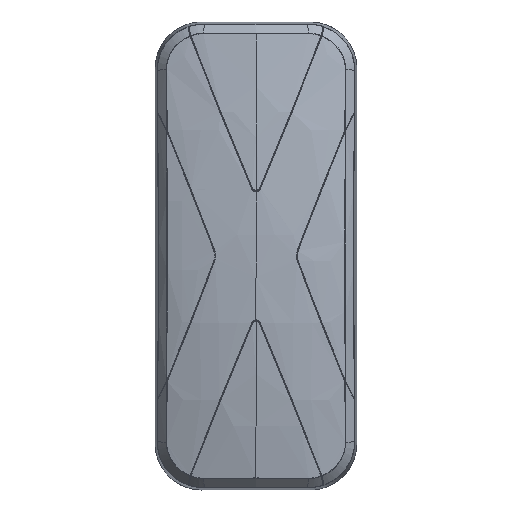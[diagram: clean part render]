
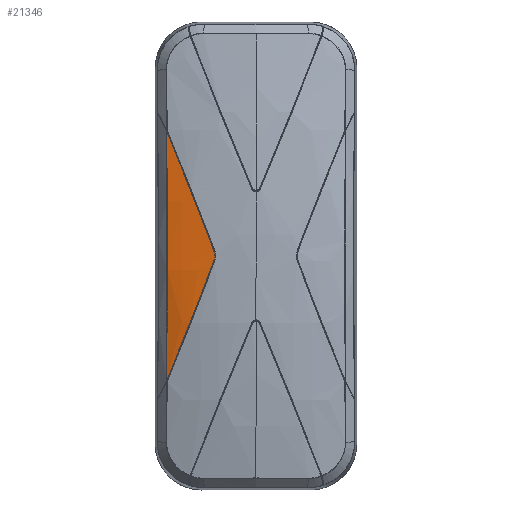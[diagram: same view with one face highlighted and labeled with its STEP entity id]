
A CAD part, top view. The second image highlights one B-rep face of the part: STEP entity #21346.
In plain terms, the highlighted toroidal (fillet/blend) face has major radius 465.589 mm and minor radius 622.923 mm.
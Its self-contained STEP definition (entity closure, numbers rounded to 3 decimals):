
#1588 = CARTESIAN_POINT ( 'NONE',  ( -41.053, 31.656, 18.323 ) ) ;
#1736 = CARTESIAN_POINT ( 'NONE',  ( -41.214, -55.589, 16.532 ) ) ;
#3085 = VERTEX_POINT ( 'NONE', #33191 ) ;
#3841 = AXIS2_PLACEMENT_3D ( 'NONE', #15113, #37384, #11765 ) ;
#3955 = CARTESIAN_POINT ( 'NONE',  ( -22.961, -11.559, 22.919 ) ) ;
#3997 = B_SPLINE_CURVE_WITH_KNOTS ( 'NONE', 3,
 ( #27351, #34000, #14569, #8077, #30605, #7945 ),
 .UNSPECIFIED., .F., .F.,
 ( 4, 2, 4 ),
 ( 0.002, 0.003, 0.005 ),
 .UNSPECIFIED. ) ;
#4064 = ORIENTED_EDGE ( 'NONE', *, *, #13473, .T. ) ;
#4203 = VERTEX_POINT ( 'NONE', #33411 ) ;
#4566 = CARTESIAN_POINT ( 'NONE',  ( -40.976, 2.879, 19.17 ) ) ;
#4847 = CARTESIAN_POINT ( 'NONE',  ( -40.976, -2.879, 19.17 ) ) ;
#5756 = ORIENTED_EDGE ( 'NONE', *, *, #11921, .F. ) ;
#6023 = CARTESIAN_POINT ( 'NONE',  ( -19.014, -0.381, 23.447 ) ) ;
#6176 = CARTESIAN_POINT ( 'NONE',  ( -19.005, -0.19, 23.448 ) ) ;
#7102 = EDGE_CURVE ( 'NONE', #10177, #3085, #3997, .T. ) ;
#7657 = CARTESIAN_POINT ( 'NONE',  ( -41.053, -31.656, 18.323 ) ) ;
#7813 = CARTESIAN_POINT ( 'NONE',  ( -41.007, 20.15, 18.831 ) ) ;
#7941 = CARTESIAN_POINT ( 'NONE',  ( -41.016, -23.028, 18.725 ) ) ;
#7945 = CARTESIAN_POINT ( 'NONE',  ( -19.414, 2.221, 23.394 ) ) ;
#8074 = CARTESIAN_POINT ( 'NONE',  ( -41.214, 55.589, 16.532 ) ) ;
#8077 = CARTESIAN_POINT ( 'NONE',  ( -19.176, 1.496, 23.425 ) ) ;
#10177 = VERTEX_POINT ( 'NONE', #12454 ) ;
#10445 = CARTESIAN_POINT ( 'NONE',  ( -33.822, -39.267, 19.77 ) ) ;
#10460 = CARTESIAN_POINT ( 'NONE',  ( -22.961, 11.559, 22.919 ) ) ;
#10566 = ORIENTED_EDGE ( 'NONE', *, *, #40724, .F. ) ;
#10902 = CARTESIAN_POINT ( 'NONE',  ( -26.552, 20.837, 22.105 ) ) ;
#10928 = CARTESIAN_POINT ( 'NONE',  ( -40.991, -14.394, 19.001 ) ) ;
#11055 = CARTESIAN_POINT ( 'NONE',  ( -41.016, 23.028, 18.725 ) ) ;
#11502 = B_SPLINE_CURVE_WITH_KNOTS ( 'NONE', 3,
 ( #30475, #1736, #14154, #40300, #24262, #17358, #27208, #7657, #40166, #7941, #30180, #10928, #20588, #23848, #4847, #4566, #30324, #27073, #30599, #7813, #11055, #33582, #1588, #36812, #17493, #40045, #27346, #20733, #8074, #23994 ),
 .UNSPECIFIED., .F., .F.,
 ( 4, 2, 2, 2, 2, 2, 2, 2, 2, 2, 2, 2, 2, 2, 4 ),
 ( 0., 0.05, 0.125, 0.2, 0.275, 0.35, 0.425, 0.5, 0.575, 0.65, 0.725, 0.8, 0.875, 0.95, 1. ),
 .UNSPECIFIED. ) ;
#11765 = DIRECTION ( 'NONE',  ( 0., 0., 1. ) ) ;
#11921 = EDGE_CURVE ( 'NONE', #32024, #28316, #26090, .T. ) ;
#12454 = CARTESIAN_POINT ( 'NONE',  ( -19.005, 0., 23.448 ) ) ;
#13191 = B_SPLINE_CURVE_WITH_KNOTS ( 'NONE', 3,
 ( #14810, #40544, #38030, #19116, #25484, #6023, #6176, #21950 ),
 .UNSPECIFIED., .F., .F.,
 ( 4, 2, 2, 4 ),
 ( 0., 0.001, 0.002, 0.002 ),
 .UNSPECIFIED. ) ;
#13473 = EDGE_CURVE ( 'NONE', #32024, #10177, #13191, .T. ) ;
#13704 = CARTESIAN_POINT ( 'NONE',  ( -37.503, 48.42, 18.248 ) ) ;
#14154 = CARTESIAN_POINT ( 'NONE',  ( -41.198, -53.673, 16.712 ) ) ;
#14569 = CARTESIAN_POINT ( 'NONE',  ( -19.039, 0.755, 23.443 ) ) ;
#14810 = CARTESIAN_POINT ( 'NONE',  ( -19.414, -2.221, 23.394 ) ) ;
#15113 = CARTESIAN_POINT ( 'NONE',  ( 0., 0., -132.734 ) ) ;
#15221 = ORIENTED_EDGE ( 'NONE', *, *, #7102, .T. ) ;
#16353 = CARTESIAN_POINT ( 'NONE',  ( -19.414, -2.221, 23.394 ) ) ;
#17358 = CARTESIAN_POINT ( 'NONE',  ( -41.1, -40.277, 17.793 ) ) ;
#17493 = CARTESIAN_POINT ( 'NONE',  ( -41.1, 40.277, 17.793 ) ) ;
#19116 = CARTESIAN_POINT ( 'NONE',  ( -19.074, -0.945, 23.439 ) ) ;
#20588 = CARTESIAN_POINT ( 'NONE',  ( -40.986, -11.516, 19.064 ) ) ;
#20733 = CARTESIAN_POINT ( 'NONE',  ( -41.198, 53.673, 16.712 ) ) ;
#21346 = ADVANCED_FACE ( 'NONE', ( #34948 ), #37448, .T. ) ;
#21950 = CARTESIAN_POINT ( 'NONE',  ( -19.005, 0., 23.448 ) ) ;
#22690 = CARTESIAN_POINT ( 'NONE',  ( -26.552, -20.837, 22.105 ) ) ;
#22973 = CARTESIAN_POINT ( 'NONE',  ( -41.231, -57.504, 16.343 ) ) ;
#23808 = CARTESIAN_POINT ( 'NONE',  ( -33.822, 39.267, 19.77 ) ) ;
#23848 = CARTESIAN_POINT ( 'NONE',  ( -40.978, -5.758, 19.149 ) ) ;
#23994 = CARTESIAN_POINT ( 'NONE',  ( -41.231, 57.504, 16.343 ) ) ;
#24262 = CARTESIAN_POINT ( 'NONE',  ( -41.139, -46.019, 17.369 ) ) ;
#25484 = CARTESIAN_POINT ( 'NONE',  ( -19.048, -0.758, 23.442 ) ) ;
#25596 = B_SPLINE_CURVE_WITH_KNOTS ( 'NONE', 3,
 ( #29735, #13704, #23808, #10902, #10460, #26620 ),
 .UNSPECIFIED., .F., .F.,
 ( 4, 2, 4 ),
 ( 0., 0.03, 0.06 ),
 .UNSPECIFIED. ) ;
#26090 = B_SPLINE_CURVE_WITH_KNOTS ( 'NONE', 3,
 ( #16353, #3955, #22690, #10445, #29584, #22973 ),
 .UNSPECIFIED., .F., .F.,
 ( 4, 2, 4 ),
 ( 0., 0.03, 0.06 ),
 .UNSPECIFIED. ) ;
#26620 = CARTESIAN_POINT ( 'NONE',  ( -19.414, 2.221, 23.394 ) ) ;
#27073 = CARTESIAN_POINT ( 'NONE',  ( -40.986, 11.516, 19.064 ) ) ;
#27208 = CARTESIAN_POINT ( 'NONE',  ( -41.083, -37.404, 17.984 ) ) ;
#27346 = CARTESIAN_POINT ( 'NONE',  ( -41.16, 48.889, 17.136 ) ) ;
#27351 = CARTESIAN_POINT ( 'NONE',  ( -19.005, 0., 23.448 ) ) ;
#27934 = ORIENTED_EDGE ( 'NONE', *, *, #30955, .F. ) ;
#28316 = VERTEX_POINT ( 'NONE', #36851 ) ;
#29584 = CARTESIAN_POINT ( 'NONE',  ( -37.503, -48.42, 18.248 ) ) ;
#29735 = CARTESIAN_POINT ( 'NONE',  ( -41.231, 57.504, 16.343 ) ) ;
#30180 = CARTESIAN_POINT ( 'NONE',  ( -41.007, -20.15, 18.831 ) ) ;
#30324 = CARTESIAN_POINT ( 'NONE',  ( -40.978, 5.758, 19.149 ) ) ;
#30475 = CARTESIAN_POINT ( 'NONE',  ( -41.231, -57.504, 16.343 ) ) ;
#30599 = CARTESIAN_POINT ( 'NONE',  ( -40.991, 14.394, 19.001 ) ) ;
#30605 = CARTESIAN_POINT ( 'NONE',  ( -19.278, 1.864, 23.412 ) ) ;
#30955 = EDGE_CURVE ( 'NONE', #28316, #4203, #11502, .T. ) ;
#31970 = EDGE_LOOP ( 'NONE', ( #4064, #15221, #10566, #27934, #5756 ) ) ;
#32024 = VERTEX_POINT ( 'NONE', #38348 ) ;
#33191 = CARTESIAN_POINT ( 'NONE',  ( -19.414, 2.221, 23.394 ) ) ;
#33411 = CARTESIAN_POINT ( 'NONE',  ( -41.231, 57.504, 16.343 ) ) ;
#33582 = CARTESIAN_POINT ( 'NONE',  ( -41.039, 28.78, 18.471 ) ) ;
#34000 = CARTESIAN_POINT ( 'NONE',  ( -19.005, 0.38, 23.448 ) ) ;
#34948 = FACE_OUTER_BOUND ( 'NONE', #31970, .T. ) ;
#36812 = CARTESIAN_POINT ( 'NONE',  ( -41.083, 37.404, 17.984 ) ) ;
#36851 = CARTESIAN_POINT ( 'NONE',  ( -41.231, -57.504, 16.343 ) ) ;
#37384 = DIRECTION ( 'NONE',  ( 0., -1., 0. ) ) ;
#37448 = TOROIDAL_SURFACE ( 'NONE', #3841, -465.59, 622.924 ) ;
#38030 = CARTESIAN_POINT ( 'NONE',  ( -19.177, -1.501, 23.425 ) ) ;
#38348 = CARTESIAN_POINT ( 'NONE',  ( -19.414, -2.221, 23.394 ) ) ;
#40045 = CARTESIAN_POINT ( 'NONE',  ( -41.139, 46.019, 17.369 ) ) ;
#40166 = CARTESIAN_POINT ( 'NONE',  ( -41.039, -28.78, 18.471 ) ) ;
#40300 = CARTESIAN_POINT ( 'NONE',  ( -41.16, -48.889, 17.136 ) ) ;
#40544 = CARTESIAN_POINT ( 'NONE',  ( -19.278, -1.864, 23.412 ) ) ;
#40724 = EDGE_CURVE ( 'NONE', #4203, #3085, #25596, .T. ) ;
